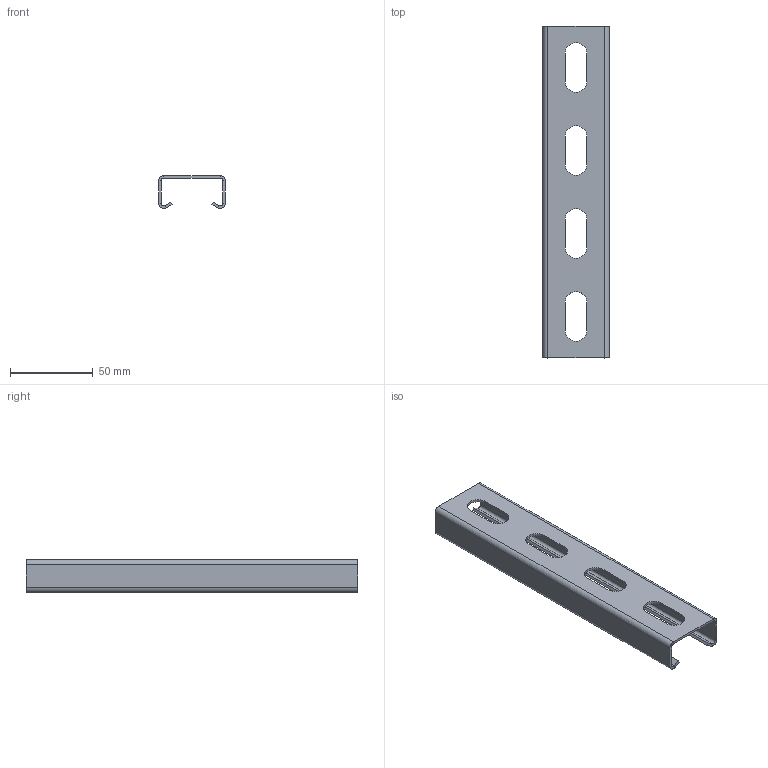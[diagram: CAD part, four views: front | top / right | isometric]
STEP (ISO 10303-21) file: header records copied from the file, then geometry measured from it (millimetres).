
FILE_DESCRIPTION((''),'2;1');
FILE_NAME('610202_PRT','2018-12-05T12:04:28',('tomasz.grudniewski'),(''),'CREO PARAMETRIC BY PTC INC, 2018260','CREO PARAMETRIC BY PTC INC, 2018260','');
FILE_SCHEMA(('CONFIG_CONTROL_DESIGN'));
Length unit declared in the file: millimetre
Products named in the file (1): 610202_PRT
Bounding box: 40 x 200 x 19.8 mm (x, y, z)
Volume: 23732.8 mm3; surface area: 32951.3 mm2
Topology: 1 solids, 1 shells, 54 faces, 124 edges, 72 vertices
Faces by surface type: plane 38, cylinder 16
Entity records: 1538 total; most frequent: DIRECTION 264, CARTESIAN_POINT 250, ORIENTED_EDGE 248, EDGE_CURVE 124, VECTOR 92, LINE 92, AXIS2_PLACEMENT_3D 86, VERTEX_POINT 72
